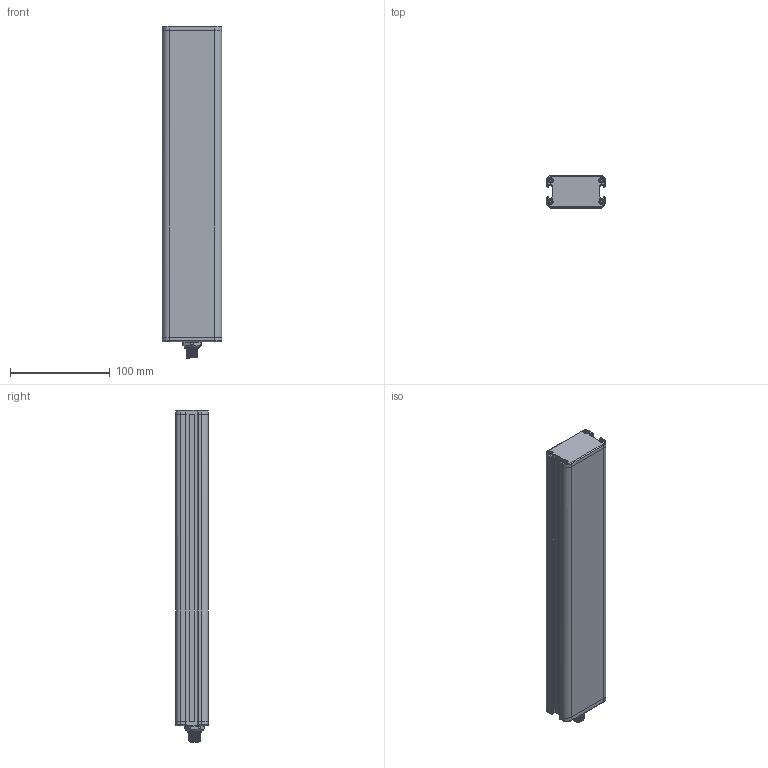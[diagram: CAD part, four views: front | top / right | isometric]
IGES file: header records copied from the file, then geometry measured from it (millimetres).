
Start section:  PTC IGES file: 142114.igs
Global section: file name: 142114.igs; native system: Pro/ENGINEER by Parametric Technology Corporation; preprocessor: 2006170; author: banengservice; organization: Unknown; date: 20080923.083953; units: inch
Bounding box: 59.4 x 32.6 x 332.66 mm (x, y, z)
Volume: 214106 mm3; surface area: 136162.7 mm2
Topology: 1 solids, 1 shells, 639 faces, 1748 edges, 1125 vertices
Faces by surface type: bspline 359, revolution 280
